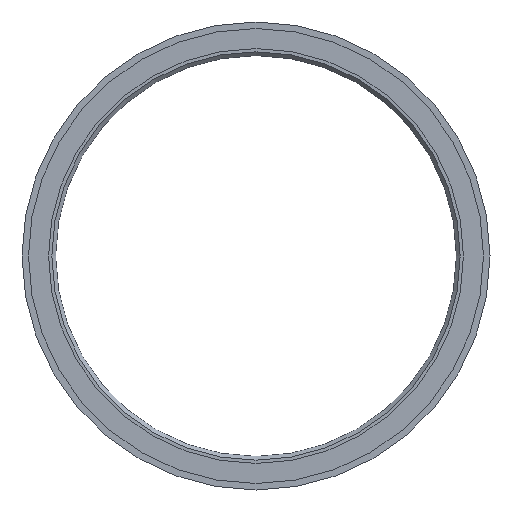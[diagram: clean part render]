
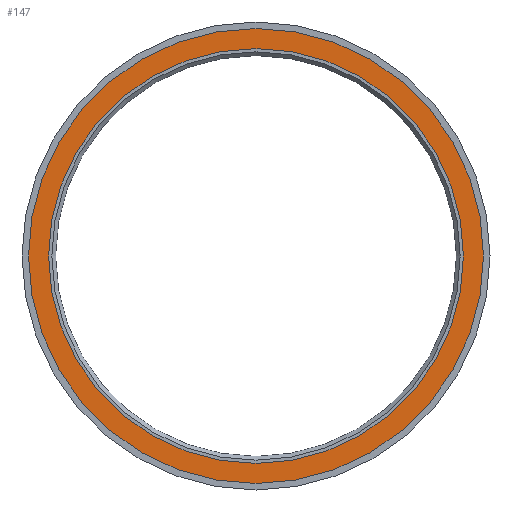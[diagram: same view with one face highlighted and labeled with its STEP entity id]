
A CAD part, front view. The second image highlights one B-rep face of the part: STEP entity #147.
In plain terms, the highlighted planar face has unit normal (0, -1, 0).
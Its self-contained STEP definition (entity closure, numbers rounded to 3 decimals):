
#8 = EDGE_LOOP ( 'NONE', ( #281 ) ) ;
#11 = AXIS2_PLACEMENT_3D ( 'NONE', #224, #296, #176 ) ;
#16 = PLANE ( 'NONE',  #177 ) ;
#39 = AXIS2_PLACEMENT_3D ( 'NONE', #289, #95, #140 ) ;
#52 = FACE_OUTER_BOUND ( 'NONE', #8, .T. ) ;
#95 = DIRECTION ( 'NONE',  ( 0., 1., 0. ) ) ;
#117 = DIRECTION ( 'NONE',  ( 0., -1., 0. ) ) ;
#132 = VERTEX_POINT ( 'NONE', #313 ) ;
#140 = DIRECTION ( 'NONE',  ( 0., 0., 1. ) ) ;
#147 = ADVANCED_FACE ( 'NONE', ( #52, #279 ), #16, .T. ) ;
#176 = DIRECTION ( 'NONE',  ( 0., 0., -1. ) ) ;
#177 = AXIS2_PLACEMENT_3D ( 'NONE', #182, #117, #291 ) ;
#182 = CARTESIAN_POINT ( 'NONE',  ( 87.5, -9.983, 0. ) ) ;
#191 = CARTESIAN_POINT ( 'NONE',  ( 0., -9.983, 87.5 ) ) ;
#207 = EDGE_CURVE ( 'NONE', #132, #132, #242, .T. ) ;
#221 = CIRCLE ( 'NONE', #39, 87.5 ) ;
#224 = CARTESIAN_POINT ( 'NONE',  ( 0., -9.983, 0. ) ) ;
#234 = VERTEX_POINT ( 'NONE', #191 ) ;
#235 = ORIENTED_EDGE ( 'NONE', *, *, #207, .T. ) ;
#242 = CIRCLE ( 'NONE', #11, 79.775 ) ;
#263 = EDGE_LOOP ( 'NONE', ( #235 ) ) ;
#265 = EDGE_CURVE ( 'NONE', #234, #234, #221, .T. ) ;
#279 = FACE_BOUND ( 'NONE', #263, .T. ) ;
#281 = ORIENTED_EDGE ( 'NONE', *, *, #265, .F. ) ;
#289 = CARTESIAN_POINT ( 'NONE',  ( 0., -9.983, 0. ) ) ;
#291 = DIRECTION ( 'NONE',  ( 0., 0., -1. ) ) ;
#296 = DIRECTION ( 'NONE',  ( 0., 1., 0. ) ) ;
#313 = CARTESIAN_POINT ( 'NONE',  ( 0., -9.983, -79.775 ) ) ;
